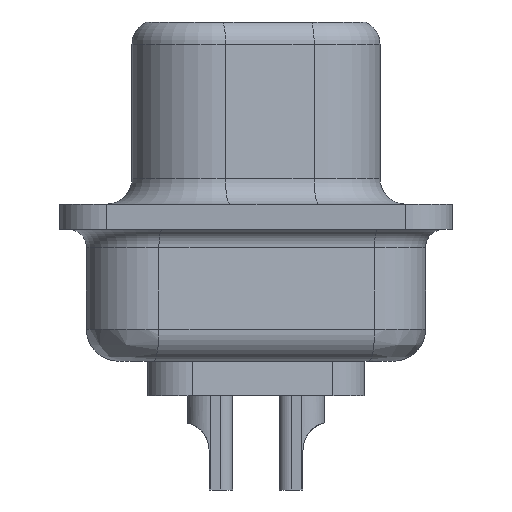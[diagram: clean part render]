
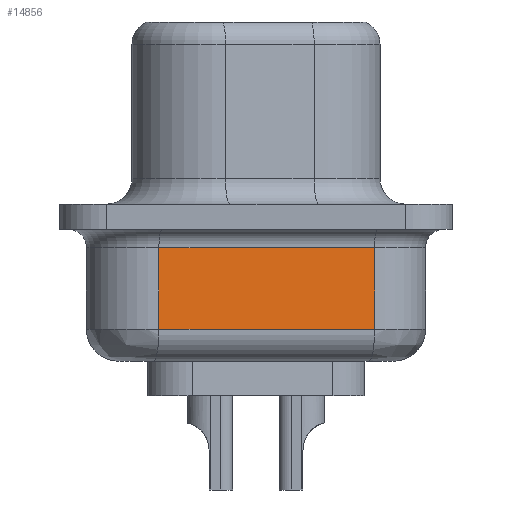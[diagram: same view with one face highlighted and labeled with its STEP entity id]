
A CAD part, left-side view. The second image highlights one B-rep face of the part: STEP entity #14856.
In plain terms, the highlighted planar face has unit normal (-0.985, -0.174, 0).
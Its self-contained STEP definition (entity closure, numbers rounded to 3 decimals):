
#2364=DIRECTION('',(-0.174,0.985,0.));
#2365=VECTOR('',#2364,6.971);
#2366=CARTESIAN_POINT('',(-12.995,-3.774,-9.784));
#2367=LINE('',#2366,#2365);
#2368=DIRECTION('',(0.,0.,1.));
#2369=VECTOR('',#2368,2.6);
#2370=CARTESIAN_POINT('',(-14.206,3.091,-9.784));
#2371=LINE('',#2370,#2369);
#2372=DIRECTION('',(-0.174,0.985,0.));
#2373=VECTOR('',#2372,6.971);
#2374=CARTESIAN_POINT('',(-12.995,-3.774,-7.184));
#2375=LINE('',#2374,#2373);
#2381=DIRECTION('',(0.,0.,1.));
#2382=VECTOR('',#2381,2.6);
#2383=CARTESIAN_POINT('',(-12.995,-3.774,-9.784));
#2384=LINE('',#2383,#2382);
#10017=CARTESIAN_POINT('',(-12.995,-3.774,-9.784));
#10018=VERTEX_POINT('',#10017);
#10021=CARTESIAN_POINT('',(-14.206,3.091,-9.784));
#10022=VERTEX_POINT('',#10021);
#10035=CARTESIAN_POINT('',(-14.206,3.091,-7.184));
#10036=VERTEX_POINT('',#10035);
#10037=CARTESIAN_POINT('',(-12.995,-3.774,-7.184));
#10038=VERTEX_POINT('',#10037);
#14844=CARTESIAN_POINT('',(-14.206,3.091,-5.8));
#14845=DIRECTION('',(-0.985,-0.174,0.));
#14846=DIRECTION('',(0.174,-0.985,0.));
#14847=AXIS2_PLACEMENT_3D('',#14844,#14845,#14846);
#14848=PLANE('',#14847);
#14849=ORIENTED_EDGE('',*,*,#14837,.T.);
#14850=ORIENTED_EDGE('',*,*,#14800,.T.);
#14851=ORIENTED_EDGE('',*,*,#14606,.F.);
#14853=ORIENTED_EDGE('',*,*,#14852,.F.);
#14854=EDGE_LOOP('',(#14849,#14850,#14851,#14853));
#14855=FACE_OUTER_BOUND('',#14854,.F.);
#14856=ADVANCED_FACE('',(#14855),#14848,.T.);
#14606=EDGE_CURVE('',#10038,#10036,#2375,.T.);
#14800=EDGE_CURVE('',#10022,#10036,#2371,.T.);
#14837=EDGE_CURVE('',#10018,#10022,#2367,.T.);
#14852=EDGE_CURVE('',#10018,#10038,#2384,.T.);
